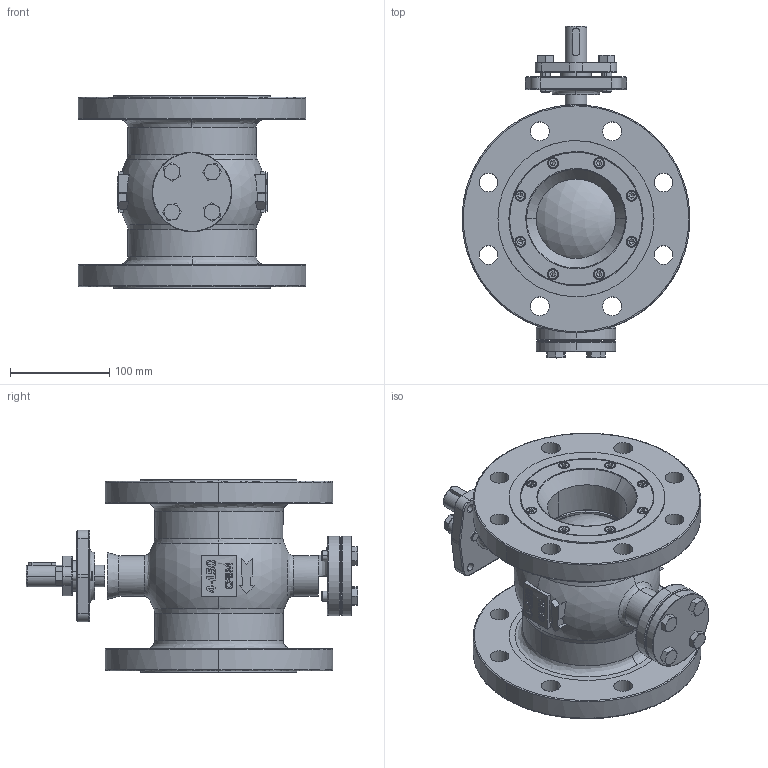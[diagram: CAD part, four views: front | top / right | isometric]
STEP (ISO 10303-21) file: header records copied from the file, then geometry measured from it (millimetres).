
FILE_DESCRIPTION (( 'STEP AP214' ), '1' );
FILE_NAME ('VX-F1-0400-XXX.step', '2019-10-18T12:32:51', ( '' ), ( '' ), 'SwSTEP 2.0', 'SolidWorks 2019', '' );
FILE_SCHEMA (( 'AUTOMOTIVE_DESIGN' ));
Length unit declared in the file: inch
Products named in the file (2): VX-F1-0400-XXX
Bounding box: 229 x 333.9 x 194 mm (x, y, z)
Surface area: 420362.6 mm2 (no closed solid volume)
Topology: 0 solids, 28 shells, 619 faces, 1784 edges, 1167 vertices
Faces by surface type: plane 242, cylinder 147, bspline 129, cone 91, sphere 10
Entity records: 51611 total; most frequent: CARTESIAN_POINT 31530, ORIENTED_EDGE 3189, EDGE_CURVE 1764, B_SPLINE_CURVE_WITH_KNOTS 1528, VERTEX_POINT 1167, DIRECTION 1078, EDGE_LOOP 725, DIMENSIONAL_EXPONENTS 621
